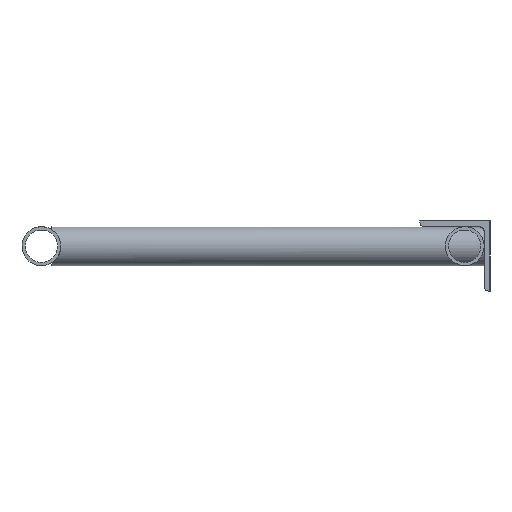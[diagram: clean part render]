
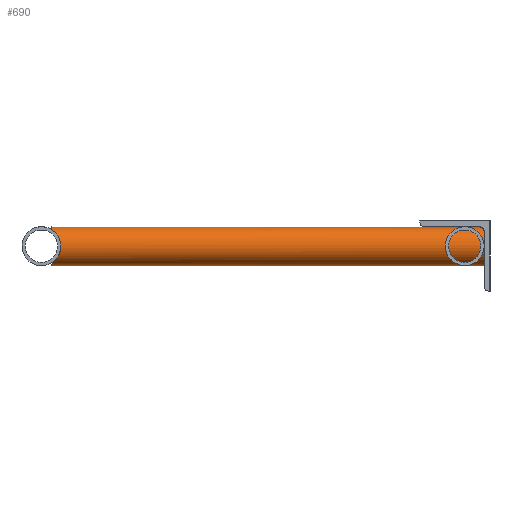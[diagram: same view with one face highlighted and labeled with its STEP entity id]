
A CAD part, left-side view. The second image highlights one B-rep face of the part: STEP entity #690.
In plain terms, the highlighted cylindrical face has radius 21.082 mm (diameter 42.164 mm), a full revolution.
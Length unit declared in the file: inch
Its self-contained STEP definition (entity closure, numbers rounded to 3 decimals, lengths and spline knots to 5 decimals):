
#31=ELLIPSE('',#830,1.1738,0.83);
#32=ELLIPSE('',#832,1.1738,0.83);
#50=FACE_BOUND('',#237,.T.);
#90=B_SPLINE_CURVE_WITH_KNOTS('',3,(#1477,#1478,#1479,#1480,#1481,#1482,
#1483,#1484,#1485,#1486),.UNSPECIFIED.,.F.,.F.,(4,2,2,2,4),(3.85783,
4.30071,4.74358,5.18646,5.62933),
 .UNSPECIFIED.);
#91=B_SPLINE_CURVE_WITH_KNOTS('',3,(#1487,#1488,#1489,#1490,#1491,#1492,
#1493,#1494,#1495,#1496),.UNSPECIFIED.,.F.,.F.,(4,2,2,2,4),(0.,0.44287,
0.88575,1.32862,1.7715),.UNSPECIFIED.);
#131=CIRCLE('',#831,0.83);
#132=CIRCLE('',#833,0.83);
#133=CIRCLE('',#834,0.83);
#148=CYLINDRICAL_SURFACE('',#829,0.83);
#181=FACE_OUTER_BOUND('',#236,.T.);
#236=EDGE_LOOP('',(#548,#549,#550,#551));
#237=EDGE_LOOP('',(#552,#553,#554));
#367=VERTEX_POINT('',#1465);
#368=VERTEX_POINT('',#1466);
#369=VERTEX_POINT('',#1468);
#370=VERTEX_POINT('',#1470);
#371=VERTEX_POINT('',#1473);
#372=VERTEX_POINT('',#1474);
#373=VERTEX_POINT('',#1476);
#436=EDGE_CURVE('',#367,#368,#31,.T.);
#437=EDGE_CURVE('',#369,#368,#131,.T.);
#438=EDGE_CURVE('',#369,#370,#32,.T.);
#439=EDGE_CURVE('',#367,#370,#132,.T.);
#440=EDGE_CURVE('',#371,#372,#133,.T.);
#441=EDGE_CURVE('',#372,#373,#90,.T.);
#442=EDGE_CURVE('',#373,#371,#91,.T.);
#548=ORIENTED_EDGE('',*,*,#436,.T.);
#549=ORIENTED_EDGE('',*,*,#437,.F.);
#550=ORIENTED_EDGE('',*,*,#438,.T.);
#551=ORIENTED_EDGE('',*,*,#439,.F.);
#552=ORIENTED_EDGE('',*,*,#440,.T.);
#553=ORIENTED_EDGE('',*,*,#441,.T.);
#554=ORIENTED_EDGE('',*,*,#442,.T.);
#690=ADVANCED_FACE('',(#181,#50),#148,.T.);
#829=AXIS2_PLACEMENT_3D('',#1464,#953,#954);
#830=AXIS2_PLACEMENT_3D('',#1467,#955,#956);
#831=AXIS2_PLACEMENT_3D('',#1469,#957,#958);
#832=AXIS2_PLACEMENT_3D('',#1471,#959,#960);
#833=AXIS2_PLACEMENT_3D('',#1472,#961,#962);
#834=AXIS2_PLACEMENT_3D('',#1475,#963,#964);
#953=DIRECTION('center_axis',(-1.,0.,0.));
#954=DIRECTION('ref_axis',(0.,0.,1.));
#955=DIRECTION('center_axis',(-0.707,0.,-0.707));
#956=DIRECTION('ref_axis',(0.707,0.,-0.707));
#957=DIRECTION('center_axis',(1.,0.,0.));
#958=DIRECTION('ref_axis',(0.,0.,-1.));
#959=DIRECTION('center_axis',(-0.707,0.,0.707));
#960=DIRECTION('ref_axis',(0.707,0.,0.707));
#961=DIRECTION('center_axis',(1.,0.,0.));
#962=DIRECTION('ref_axis',(0.,0.,-1.));
#963=DIRECTION('center_axis',(1.,0.,0.));
#964=DIRECTION('ref_axis',(0.,0.,-1.));
#1464=CARTESIAN_POINT('Origin',(18.46875,0.,0.));
#1465=CARTESIAN_POINT('',(18.46875,-0.70533,0.4375));
#1466=CARTESIAN_POINT('',(18.46875,0.70533,0.4375));
#1467=CARTESIAN_POINT('Origin',(18.90625,0.,0.));
#1468=CARTESIAN_POINT('',(18.46875,0.70533,-0.4375));
#1469=CARTESIAN_POINT('Origin',(18.46875,0.,0.));
#1470=CARTESIAN_POINT('',(18.46875,-0.70533,-0.4375));
#1471=CARTESIAN_POINT('Origin',(18.90625,0.,
0.));
#1472=CARTESIAN_POINT('Origin',(18.46875,0.,0.));
#1473=CARTESIAN_POINT('',(0.,0.58,0.59372));
#1474=CARTESIAN_POINT('',(0.,0.58,-0.59372));
#1475=CARTESIAN_POINT('Origin',(0.,0.,0.));
#1476=CARTESIAN_POINT('',(0.25,0.83,0.));
#1477=CARTESIAN_POINT('Ctrl Pts',(0.,0.58,
-0.59372));
#1478=CARTESIAN_POINT('Ctrl Pts',(0.,0.62157,
-0.5531));
#1479=CARTESIAN_POINT('Ctrl Pts',(0.00994,0.65807,
-0.50896));
#1480=CARTESIAN_POINT('Ctrl Pts',(0.04061,0.72099,
-0.41504));
#1481=CARTESIAN_POINT('Ctrl Pts',(0.06156,0.74735,
-0.3653));
#1482=CARTESIAN_POINT('Ctrl Pts',(0.10964,0.78933,-0.26256));
#1483=CARTESIAN_POINT('Ctrl Pts',(0.13681,0.8049,-0.2096));
#1484=CARTESIAN_POINT('Ctrl Pts',(0.193,0.82524,-0.1038));
#1485=CARTESIAN_POINT('Ctrl Pts',(0.22204,0.83,-0.05095));
#1486=CARTESIAN_POINT('Ctrl Pts',(0.25,0.83,0.));
#1487=CARTESIAN_POINT('Ctrl Pts',(0.25,0.83,0.));
#1488=CARTESIAN_POINT('Ctrl Pts',(0.22204,0.83,0.05095));
#1489=CARTESIAN_POINT('Ctrl Pts',(0.193,0.82524,0.1038));
#1490=CARTESIAN_POINT('Ctrl Pts',(0.13681,0.8049,0.2096));
#1491=CARTESIAN_POINT('Ctrl Pts',(0.10964,0.78933,0.26256));
#1492=CARTESIAN_POINT('Ctrl Pts',(0.06156,0.74735,
0.3653));
#1493=CARTESIAN_POINT('Ctrl Pts',(0.04061,0.72099,
0.41504));
#1494=CARTESIAN_POINT('Ctrl Pts',(0.00994,0.65807,
0.50896));
#1495=CARTESIAN_POINT('Ctrl Pts',(0.,0.62157,
0.5531));
#1496=CARTESIAN_POINT('Ctrl Pts',(0.,0.58,
0.59372));
